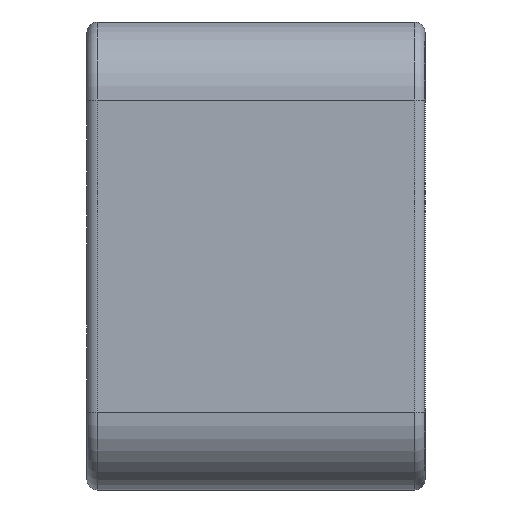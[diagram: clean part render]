
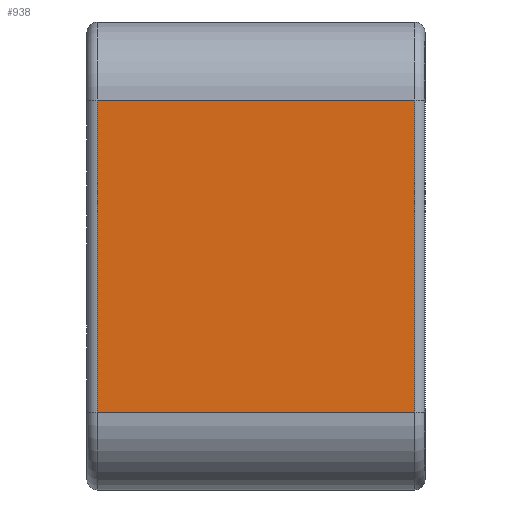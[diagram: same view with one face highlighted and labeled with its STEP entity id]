
A CAD part, left-side view. The second image highlights one B-rep face of the part: STEP entity #938.
In plain terms, the highlighted planar face has unit normal (-1, 0, 0).
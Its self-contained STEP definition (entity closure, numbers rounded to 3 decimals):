
#36=PLANE('',#1056);
#72=LINE('',#1608,#124);
#74=LINE('',#1612,#126);
#77=LINE('',#1637,#129);
#78=LINE('',#1639,#130);
#124=VECTOR('',#1280,10.);
#126=VECTOR('',#1286,10.);
#129=VECTOR('',#1317,10.);
#130=VECTOR('',#1320,10.);
#202=FACE_OUTER_BOUND('',#266,.T.);
#266=EDGE_LOOP('',(#760,#761,#762,#763));
#420=VERTEX_POINT('',#1565);
#423=VERTEX_POINT('',#1574);
#432=VERTEX_POINT('',#1607);
#440=VERTEX_POINT('',#1635);
#540=EDGE_CURVE('',#420,#432,#72,.T.);
#543=EDGE_CURVE('',#423,#420,#74,.T.);
#554=EDGE_CURVE('',#440,#423,#77,.T.);
#555=EDGE_CURVE('',#432,#440,#78,.T.);
#760=ORIENTED_EDGE('',*,*,#543,.F.);
#761=ORIENTED_EDGE('',*,*,#554,.F.);
#762=ORIENTED_EDGE('',*,*,#555,.F.);
#763=ORIENTED_EDGE('',*,*,#540,.F.);
#938=ADVANCED_FACE('',(#202),#36,.T.);
#1056=AXIS2_PLACEMENT_3D('',#1638,#1318,#1319);
#1280=DIRECTION('',(0.,1.,0.));
#1286=DIRECTION('',(0.,0.,-1.));
#1317=DIRECTION('',(0.,-1.,0.));
#1318=DIRECTION('center_axis',(-1.,0.,0.));
#1319=DIRECTION('ref_axis',(0.,-1.,0.));
#1320=DIRECTION('',(0.,0.,1.));
#1565=CARTESIAN_POINT('',(-30.,0.4,3.));
#1574=CARTESIAN_POINT('',(-30.,0.4,15.));
#1607=CARTESIAN_POINT('',(-30.,12.6,3.));
#1608=CARTESIAN_POINT('',(-30.,9.75,3.));
#1612=CARTESIAN_POINT('',(-30.,0.4,0.));
#1635=CARTESIAN_POINT('',(-30.,12.6,15.));
#1637=CARTESIAN_POINT('',(-30.,9.75,15.));
#1638=CARTESIAN_POINT('Origin',(-30.,13.,0.));
#1639=CARTESIAN_POINT('',(-30.,12.6,0.));
